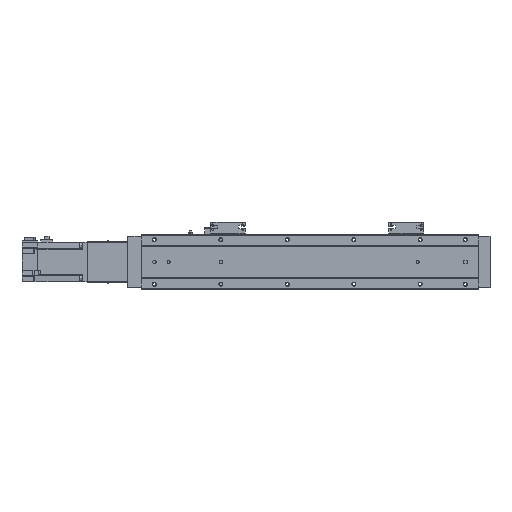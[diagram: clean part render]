
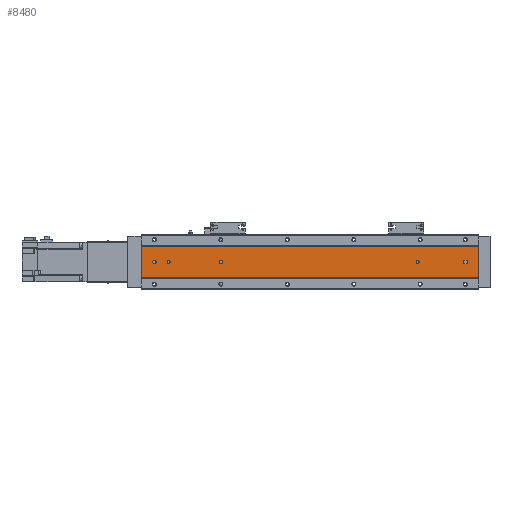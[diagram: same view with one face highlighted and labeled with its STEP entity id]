
A CAD part, front view. The second image highlights one B-rep face of the part: STEP entity #8480.
In plain terms, the highlighted planar face has unit normal (0, -1, 0).
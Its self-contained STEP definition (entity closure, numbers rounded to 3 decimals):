
#134 = EDGE_CURVE ( 'NONE', #21735, #27739, #11971, .T. ) ;
#404 = DIRECTION ( 'NONE',  ( 1., 0., 0. ) ) ;
#962 = CIRCLE ( 'NONE', #4208, 2.1 ) ;
#1112 = DIRECTION ( 'NONE',  ( 0., -1., 0. ) ) ;
#1226 = DIRECTION ( 'NONE',  ( 0., 0., 1. ) ) ;
#1319 = CARTESIAN_POINT ( 'NONE',  ( 41.75, 1., 0. ) ) ;
#1814 = AXIS2_PLACEMENT_3D ( 'NONE', #27125, #2278, #17826 ) ;
#1837 = DIRECTION ( 'NONE',  ( 0., 0., 1. ) ) ;
#1929 = CIRCLE ( 'NONE', #9329, 2.5 ) ;
#2144 = CARTESIAN_POINT ( 'NONE',  ( 508., 1., 23.876 ) ) ;
#2257 = ORIENTED_EDGE ( 'NONE', *, *, #5840, .F. ) ;
#2278 = DIRECTION ( 'NONE',  ( 0., -1., 0. ) ) ;
#2481 = EDGE_CURVE ( 'NONE', #13684, #8994, #9122, .T. ) ;
#2551 = CARTESIAN_POINT ( 'NONE',  ( 508., 1., 23.876 ) ) ;
#2606 = LINE ( 'NONE', #11458, #19223 ) ;
#2842 = VECTOR ( 'NONE', #26042, 1000. ) ;
#3041 = DIRECTION ( 'NONE',  ( 0., 0., 1. ) ) ;
#3059 = ORIENTED_EDGE ( 'NONE', *, *, #21051, .F. ) ;
#3128 = CARTESIAN_POINT ( 'NONE',  ( 120., 1., 2.5 ) ) ;
#3180 = CARTESIAN_POINT ( 'NONE',  ( 487., 1., 0. ) ) ;
#3557 = DIRECTION ( 'NONE',  ( 0., -1., 0. ) ) ;
#3665 = CIRCLE ( 'NONE', #1814, 2.1 ) ;
#3887 = EDGE_LOOP ( 'NONE', ( #27225, #14738 ) ) ;
#4023 = DIRECTION ( 'NONE',  ( 0., 0., 1. ) ) ;
#4170 = VERTEX_POINT ( 'NONE', #23491 ) ;
#4208 = AXIS2_PLACEMENT_3D ( 'NONE', #1319, #14114, #10047 ) ;
#4353 = CARTESIAN_POINT ( 'NONE',  ( 487., 1., 2.5 ) ) ;
#4674 = CARTESIAN_POINT ( 'NONE',  ( 508., 1., 2.5 ) ) ;
#4865 = DIRECTION ( 'NONE',  ( 0., 1., 0. ) ) ;
#4905 = CARTESIAN_POINT ( 'NONE',  ( 508., 1., 23.876 ) ) ;
#4957 = CARTESIAN_POINT ( 'NONE',  ( 508., 1., -23.876 ) ) ;
#5064 = AXIS2_PLACEMENT_3D ( 'NONE', #21928, #21499, #1837 ) ;
#5134 = EDGE_CURVE ( 'NONE', #6108, #27375, #10082, .T. ) ;
#5270 = EDGE_LOOP ( 'NONE', ( #24205, #11772 ) ) ;
#5357 = DIRECTION ( 'NONE',  ( 0., -1., 0. ) ) ;
#5840 = EDGE_CURVE ( 'NONE', #27375, #11730, #24887, .T. ) ;
#5894 = VERTEX_POINT ( 'NONE', #25024 ) ;
#6079 = EDGE_CURVE ( 'NONE', #19718, #20408, #28717, .T. ) ;
#6108 = VERTEX_POINT ( 'NONE', #27777 ) ;
#6472 = EDGE_CURVE ( 'NONE', #11730, #17824, #13512, .T. ) ;
#6538 = EDGE_CURVE ( 'NONE', #20408, #19718, #1929, .T. ) ;
#6582 = CARTESIAN_POINT ( 'NONE',  ( 0., 1., 23.876 ) ) ;
#6636 = CARTESIAN_POINT ( 'NONE',  ( 489., 1., 0. ) ) ;
#6819 = VERTEX_POINT ( 'NONE', #26578 ) ;
#7171 = DIRECTION ( 'NONE',  ( 0., -1., 0. ) ) ;
#8144 = CARTESIAN_POINT ( 'NONE',  ( 20., 1., 0. ) ) ;
#8480 = ADVANCED_FACE ( 'NONE', ( #11267, #9083, #17949, #13722, #13585, #22478 ), #24798, .F. ) ;
#8750 = CARTESIAN_POINT ( 'NONE',  ( 0., 1., -23.876 ) ) ;
#8875 = EDGE_CURVE ( 'NONE', #8994, #16971, #13936, .T. ) ;
#8994 = VERTEX_POINT ( 'NONE', #12194 ) ;
#9083 = FACE_BOUND ( 'NONE', #3887, .T. ) ;
#9122 = LINE ( 'NONE', #4905, #11553 ) ;
#9220 = DIRECTION ( 'NONE',  ( 1., 0., 0. ) ) ;
#9329 = AXIS2_PLACEMENT_3D ( 'NONE', #9865, #5357, #10155 ) ;
#9627 = CARTESIAN_POINT ( 'NONE',  ( 416.45, 1., 0. ) ) ;
#9744 = DIRECTION ( 'NONE',  ( 0., -1., 0. ) ) ;
#9865 = CARTESIAN_POINT ( 'NONE',  ( 20., 1., 0. ) ) ;
#10047 = DIRECTION ( 'NONE',  ( 0., 0., 1. ) ) ;
#10082 = CIRCLE ( 'NONE', #21245, 2.5 ) ;
#10155 = DIRECTION ( 'NONE',  ( 0., 0., 1. ) ) ;
#10472 = CARTESIAN_POINT ( 'NONE',  ( 508., 1., 23.876 ) ) ;
#11090 = CIRCLE ( 'NONE', #5064, 2.5 ) ;
#11267 = FACE_OUTER_BOUND ( 'NONE', #22114, .T. ) ;
#11300 = ORIENTED_EDGE ( 'NONE', *, *, #134, .F. ) ;
#11458 = CARTESIAN_POINT ( 'NONE',  ( 508., 1., -2.5 ) ) ;
#11553 = VECTOR ( 'NONE', #20459, 1000. ) ;
#11584 = CIRCLE ( 'NONE', #26470, 2.1 ) ;
#11730 = VERTEX_POINT ( 'NONE', #4353 ) ;
#11772 = ORIENTED_EDGE ( 'NONE', *, *, #6538, .F. ) ;
#11863 = DIRECTION ( 'NONE',  ( 0., 0., 1. ) ) ;
#11971 = CIRCLE ( 'NONE', #28235, 2.1 ) ;
#12030 = DIRECTION ( 'NONE',  ( 0., -1., 0. ) ) ;
#12089 = DIRECTION ( 'NONE',  ( 0., 0., 1. ) ) ;
#12146 = CARTESIAN_POINT ( 'NONE',  ( 120., 1., 0. ) ) ;
#12194 = CARTESIAN_POINT ( 'NONE',  ( 0., 1., 23.876 ) ) ;
#12622 = EDGE_CURVE ( 'NONE', #5894, #16971, #27067, .T. ) ;
#13331 = AXIS2_PLACEMENT_3D ( 'NONE', #2551, #4865, #9220 ) ;
#13512 = CIRCLE ( 'NONE', #21893, 2.5 ) ;
#13573 = ORIENTED_EDGE ( 'NONE', *, *, #5134, .F. ) ;
#13585 = FACE_BOUND ( 'NONE', #18844, .T. ) ;
#13684 = VERTEX_POINT ( 'NONE', #2144 ) ;
#13722 = FACE_BOUND ( 'NONE', #5270, .T. ) ;
#13843 = AXIS2_PLACEMENT_3D ( 'NONE', #8144, #9744, #17022 ) ;
#13936 = LINE ( 'NONE', #6582, #20315 ) ;
#14114 = DIRECTION ( 'NONE',  ( 0., -1., 0. ) ) ;
#14707 = EDGE_CURVE ( 'NONE', #17824, #6108, #2606, .T. ) ;
#14738 = ORIENTED_EDGE ( 'NONE', *, *, #26230, .F. ) ;
#14990 = ORIENTED_EDGE ( 'NONE', *, *, #8875, .T. ) ;
#15206 = EDGE_LOOP ( 'NONE', ( #21330, #18033, #2257, #13573 ) ) ;
#15589 = DIRECTION ( 'NONE',  ( 0., 0., -1. ) ) ;
#15999 = EDGE_CURVE ( 'NONE', #28711, #4170, #962, .T. ) ;
#16150 = EDGE_CURVE ( 'NONE', #13684, #5894, #24004, .T. ) ;
#16503 = CARTESIAN_POINT ( 'NONE',  ( 489., 1., 2.5 ) ) ;
#16971 = VERTEX_POINT ( 'NONE', #8750 ) ;
#17022 = DIRECTION ( 'NONE',  ( 0., 0., 1. ) ) ;
#17187 = AXIS2_PLACEMENT_3D ( 'NONE', #12146, #1112, #11863 ) ;
#17824 = VERTEX_POINT ( 'NONE', #25108 ) ;
#17826 = DIRECTION ( 'NONE',  ( 0., 0., 1. ) ) ;
#17944 = ORIENTED_EDGE ( 'NONE', *, *, #22231, .F. ) ;
#17949 = FACE_BOUND ( 'NONE', #26000, .T. ) ;
#18033 = ORIENTED_EDGE ( 'NONE', *, *, #6472, .F. ) ;
#18252 = CARTESIAN_POINT ( 'NONE',  ( 41.75, 1., 0. ) ) ;
#18275 = ORIENTED_EDGE ( 'NONE', *, *, #12622, .F. ) ;
#18340 = DIRECTION ( 'NONE',  ( -1., 0., 0. ) ) ;
#18844 = EDGE_LOOP ( 'NONE', ( #17944, #28135 ) ) ;
#19176 = CARTESIAN_POINT ( 'NONE',  ( 41.75, 1., -2.1 ) ) ;
#19223 = VECTOR ( 'NONE', #404, 1000. ) ;
#19718 = VERTEX_POINT ( 'NONE', #24483 ) ;
#20315 = VECTOR ( 'NONE', #15589, 1000. ) ;
#20408 = VERTEX_POINT ( 'NONE', #23428 ) ;
#20459 = DIRECTION ( 'NONE',  ( -1., 0., 0. ) ) ;
#20674 = DIRECTION ( 'NONE',  ( -1., 0., 0. ) ) ;
#20959 = EDGE_CURVE ( 'NONE', #26132, #6819, #11090, .T. ) ;
#21051 = EDGE_CURVE ( 'NONE', #27739, #21735, #3665, .T. ) ;
#21223 = ORIENTED_EDGE ( 'NONE', *, *, #16150, .F. ) ;
#21245 = AXIS2_PLACEMENT_3D ( 'NONE', #6636, #28162, #4023 ) ;
#21330 = ORIENTED_EDGE ( 'NONE', *, *, #14707, .F. ) ;
#21499 = DIRECTION ( 'NONE',  ( 0., -1., 0. ) ) ;
#21735 = VERTEX_POINT ( 'NONE', #26617 ) ;
#21893 = AXIS2_PLACEMENT_3D ( 'NONE', #3180, #12030, #3041 ) ;
#21928 = CARTESIAN_POINT ( 'NONE',  ( 120., 1., 0. ) ) ;
#22114 = EDGE_LOOP ( 'NONE', ( #14990, #18275, #21223, #25100 ) ) ;
#22231 = EDGE_CURVE ( 'NONE', #6819, #26132, #23703, .T. ) ;
#22478 = FACE_BOUND ( 'NONE', #15206, .T. ) ;
#22670 = VECTOR ( 'NONE', #20674, 1000. ) ;
#22884 = CARTESIAN_POINT ( 'NONE',  ( 416.45, 1., 2.1 ) ) ;
#23401 = VECTOR ( 'NONE', #18340, 1000. ) ;
#23428 = CARTESIAN_POINT ( 'NONE',  ( 20., 1., 2.5 ) ) ;
#23491 = CARTESIAN_POINT ( 'NONE',  ( 41.75, 1., 2.1 ) ) ;
#23703 = CIRCLE ( 'NONE', #17187, 2.5 ) ;
#24004 = LINE ( 'NONE', #10472, #2842 ) ;
#24205 = ORIENTED_EDGE ( 'NONE', *, *, #6079, .F. ) ;
#24483 = CARTESIAN_POINT ( 'NONE',  ( 20., 1., -2.5 ) ) ;
#24798 = PLANE ( 'NONE',  #13331 ) ;
#24887 = LINE ( 'NONE', #4674, #22670 ) ;
#25024 = CARTESIAN_POINT ( 'NONE',  ( 508., 1., -23.876 ) ) ;
#25100 = ORIENTED_EDGE ( 'NONE', *, *, #2481, .T. ) ;
#25108 = CARTESIAN_POINT ( 'NONE',  ( 487., 1., -2.5 ) ) ;
#26000 = EDGE_LOOP ( 'NONE', ( #11300, #3059 ) ) ;
#26042 = DIRECTION ( 'NONE',  ( 0., 0., -1. ) ) ;
#26132 = VERTEX_POINT ( 'NONE', #3128 ) ;
#26230 = EDGE_CURVE ( 'NONE', #4170, #28711, #11584, .T. ) ;
#26470 = AXIS2_PLACEMENT_3D ( 'NONE', #18252, #3557, #1226 ) ;
#26578 = CARTESIAN_POINT ( 'NONE',  ( 120., 1., -2.5 ) ) ;
#26617 = CARTESIAN_POINT ( 'NONE',  ( 416.45, 1., -2.1 ) ) ;
#27067 = LINE ( 'NONE', #4957, #23401 ) ;
#27125 = CARTESIAN_POINT ( 'NONE',  ( 416.45, 1., 0. ) ) ;
#27225 = ORIENTED_EDGE ( 'NONE', *, *, #15999, .F. ) ;
#27375 = VERTEX_POINT ( 'NONE', #16503 ) ;
#27739 = VERTEX_POINT ( 'NONE', #22884 ) ;
#27777 = CARTESIAN_POINT ( 'NONE',  ( 489., 1., -2.5 ) ) ;
#28135 = ORIENTED_EDGE ( 'NONE', *, *, #20959, .F. ) ;
#28162 = DIRECTION ( 'NONE',  ( 0., -1., 0. ) ) ;
#28235 = AXIS2_PLACEMENT_3D ( 'NONE', #9627, #7171, #12089 ) ;
#28711 = VERTEX_POINT ( 'NONE', #19176 ) ;
#28717 = CIRCLE ( 'NONE', #13843, 2.5 ) ;
